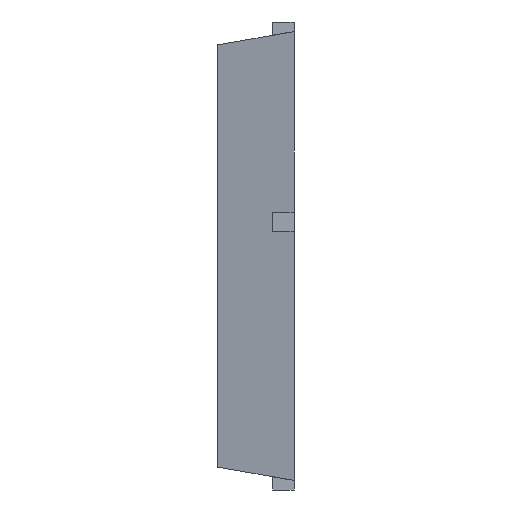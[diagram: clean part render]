
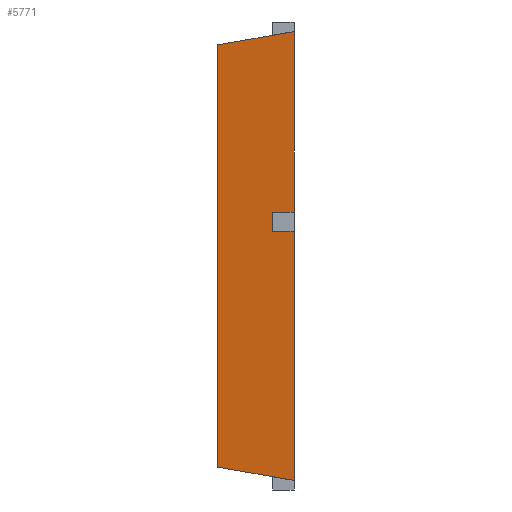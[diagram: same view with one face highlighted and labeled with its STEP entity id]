
A CAD part, left-side view. The second image highlights one B-rep face of the part: STEP entity #5771.
In plain terms, the highlighted planar face has unit normal (-0.985, 0.174, 0).
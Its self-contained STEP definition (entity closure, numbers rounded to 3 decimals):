
#81 = CARTESIAN_POINT ( 'NONE',  ( -2.401, 0.28, 0.325 ) ) ;
#121 = LINE ( 'NONE', #6010, #3132 ) ;
#148 = EDGE_CURVE ( 'NONE', #5084, #5864, #121, .T. ) ;
#150 = DIRECTION ( 'NONE',  ( 0., 0., 1. ) ) ;
#215 = VECTOR ( 'NONE', #3979, 1000. ) ;
#247 = CARTESIAN_POINT ( 'NONE',  ( -2.45, 0., 2.95 ) ) ;
#249 = CARTESIAN_POINT ( 'NONE',  ( -2.274, 1., 0. ) ) ;
#282 = CARTESIAN_POINT ( 'NONE',  ( -2.45, 0., 0.575 ) ) ;
#350 = DIRECTION ( 'NONE',  ( -0.985, 0.174, 0. ) ) ;
#414 = CARTESIAN_POINT ( 'NONE',  ( -2.45, 0., -2.95 ) ) ;
#633 = LINE ( 'NONE', #3146, #695 ) ;
#639 = CARTESIAN_POINT ( 'NONE',  ( -2.274, 1., -2.774 ) ) ;
#695 = VECTOR ( 'NONE', #2086, 1000. ) ;
#731 = VECTOR ( 'NONE', #4821, 1000. ) ;
#890 = ORIENTED_EDGE ( 'NONE', *, *, #3497, .T. ) ;
#1081 = VERTEX_POINT ( 'NONE', #3436 ) ;
#1121 = ORIENTED_EDGE ( 'NONE', *, *, #2909, .F. ) ;
#1209 = DIRECTION ( 'NONE',  ( -0.174, -0.985, 0. ) ) ;
#1217 = ORIENTED_EDGE ( 'NONE', *, *, #3114, .F. ) ;
#1321 = ORIENTED_EDGE ( 'NONE', *, *, #2041, .F. ) ;
#1329 = CARTESIAN_POINT ( 'NONE',  ( -2.45, 0., 2.95 ) ) ;
#1470 = VERTEX_POINT ( 'NONE', #81 ) ;
#1731 = VECTOR ( 'NONE', #4235, 1000. ) ;
#1771 = DIRECTION ( 'NONE',  ( 0.174, 0.985, 0. ) ) ;
#1786 = VERTEX_POINT ( 'NONE', #5933 ) ;
#1969 = CARTESIAN_POINT ( 'NONE',  ( -2.45, 0., 2.95 ) ) ;
#2041 = EDGE_CURVE ( 'NONE', #5084, #4181, #3258, .T. ) ;
#2086 = DIRECTION ( 'NONE',  ( 0., 0., -1. ) ) ;
#2263 = CARTESIAN_POINT ( 'NONE',  ( -2.45, 0., 0.575 ) ) ;
#2480 = VECTOR ( 'NONE', #3683, 1000. ) ;
#2568 = EDGE_CURVE ( 'NONE', #6062, #1081, #3895, .T. ) ;
#2627 = VERTEX_POINT ( 'NONE', #639 ) ;
#2798 = LINE ( 'NONE', #1329, #2480 ) ;
#2854 = VECTOR ( 'NONE', #3005, 1000. ) ;
#2909 = EDGE_CURVE ( 'NONE', #4181, #1470, #633, .T. ) ;
#3005 = DIRECTION ( 'NONE',  ( 0., 0., 1. ) ) ;
#3007 = EDGE_CURVE ( 'NONE', #2627, #1786, #4694, .T. ) ;
#3038 = ORIENTED_EDGE ( 'NONE', *, *, #2568, .T. ) ;
#3057 = PLANE ( 'NONE',  #3843 ) ;
#3100 = ORIENTED_EDGE ( 'NONE', *, *, #3007, .F. ) ;
#3114 = EDGE_CURVE ( 'NONE', #1786, #5864, #2798, .T. ) ;
#3132 = VECTOR ( 'NONE', #150, 1000. ) ;
#3146 = CARTESIAN_POINT ( 'NONE',  ( -2.401, 0.28, 2.95 ) ) ;
#3258 = LINE ( 'NONE', #2263, #4962 ) ;
#3436 = CARTESIAN_POINT ( 'NONE',  ( -2.45, 0., 0.325 ) ) ;
#3497 = EDGE_CURVE ( 'NONE', #1081, #1470, #4889, .T. ) ;
#3541 = EDGE_CURVE ( 'NONE', #2627, #6062, #4852, .T. ) ;
#3587 = FACE_OUTER_BOUND ( 'NONE', #4950, .T. ) ;
#3683 = DIRECTION ( 'NONE',  ( -0.171, -0.97, 0.171 ) ) ;
#3843 = AXIS2_PLACEMENT_3D ( 'NONE', #247, #350, #1209 ) ;
#3895 = LINE ( 'NONE', #1969, #2854 ) ;
#3979 = DIRECTION ( 'NONE',  ( -0.171, -0.97, -0.171 ) ) ;
#4181 = VERTEX_POINT ( 'NONE', #5576 ) ;
#4235 = DIRECTION ( 'NONE',  ( 0., 0., 1. ) ) ;
#4399 = CARTESIAN_POINT ( 'NONE',  ( -2.277, 0.979, -2.777 ) ) ;
#4694 = LINE ( 'NONE', #249, #1731 ) ;
#4821 = DIRECTION ( 'NONE',  ( 0.174, 0.985, 0. ) ) ;
#4852 = LINE ( 'NONE', #4399, #215 ) ;
#4875 = CARTESIAN_POINT ( 'NONE',  ( -2.45, 0., 2.95 ) ) ;
#4889 = LINE ( 'NONE', #5425, #731 ) ;
#4950 = EDGE_LOOP ( 'NONE', ( #3038, #890, #1121, #1321, #5223, #1217, #3100, #5803 ) ) ;
#4962 = VECTOR ( 'NONE', #1771, 1000. ) ;
#5084 = VERTEX_POINT ( 'NONE', #282 ) ;
#5223 = ORIENTED_EDGE ( 'NONE', *, *, #148, .T. ) ;
#5425 = CARTESIAN_POINT ( 'NONE',  ( -2.45, 0., 0.325 ) ) ;
#5576 = CARTESIAN_POINT ( 'NONE',  ( -2.401, 0.28, 0.575 ) ) ;
#5771 = ADVANCED_FACE ( 'NONE', ( #3587 ), #3057, .T. ) ;
#5803 = ORIENTED_EDGE ( 'NONE', *, *, #3541, .T. ) ;
#5864 = VERTEX_POINT ( 'NONE', #4875 ) ;
#5933 = CARTESIAN_POINT ( 'NONE',  ( -2.274, 1., 2.774 ) ) ;
#6010 = CARTESIAN_POINT ( 'NONE',  ( -2.45, 0., 2.95 ) ) ;
#6062 = VERTEX_POINT ( 'NONE', #414 ) ;
